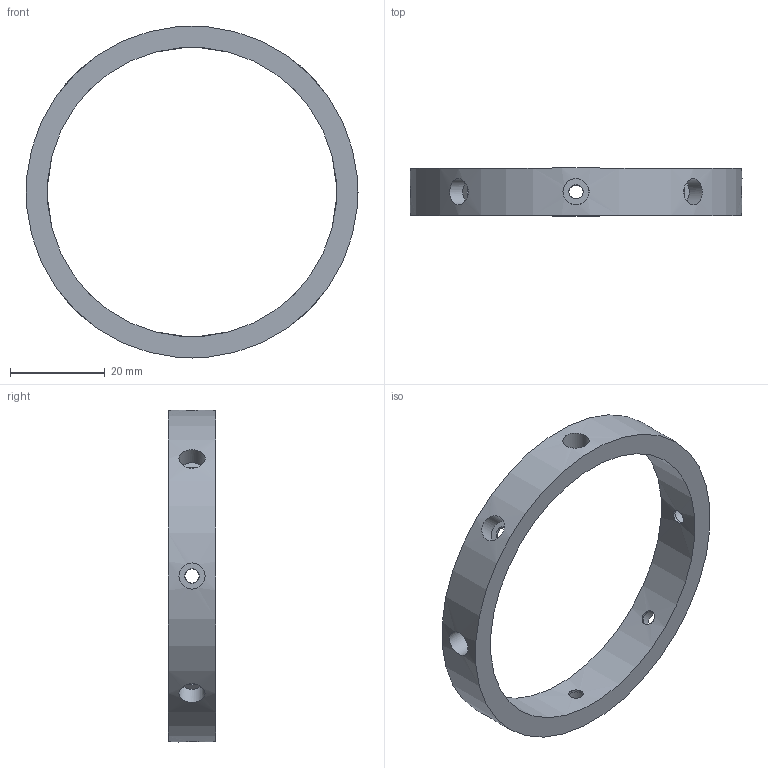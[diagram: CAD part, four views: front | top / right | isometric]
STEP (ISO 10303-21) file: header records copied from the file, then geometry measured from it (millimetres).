
FILE_DESCRIPTION(/* description */ (''),/* implementation_level */ '2;1');
FILE_NAME(/* name */ 'couplage_standard_femelle v11.step',/* time_stamp */ '2025-06-21T17:40:24+02:00',/* author */ (''),/* organization */ (''),/* preprocessor_version */ 'ST-DEVELOPER v20.1',/* originating_system */ 'Autodesk Translation Framework v14.10.0.0',/* authorisation */ '');
FILE_SCHEMA (('AUTOMOTIVE_DESIGN { 1 0 10303 214 3 1 1 }'));
Length unit declared in the file: millimetre
Products named in the file (1): couplage_standard_femelle
Bounding box: 70 x 10 x 70 mm (x, y, z)
Volume: 8476.5 mm3; surface area: 6438.8 mm2
Topology: 1 solids, 1 shells, 28 faces, 69 edges, 49 vertices
Faces by surface type: cylinder 18, plane 10
Full cylindrical faces by diameter (mm): 3 x8, 5.5 x8, 61 x1, 70 x1
Entity records: 1401 total; most frequent: CARTESIAN_POINT 692, ORIENTED_EDGE 138, DIRECTION 118, EDGE_CURVE 69, EDGE_LOOP 52, VERTEX_POINT 49, AXIS2_PLACEMENT_3D 49, B_SPLINE_CURVE_WITH_KNOTS 29
